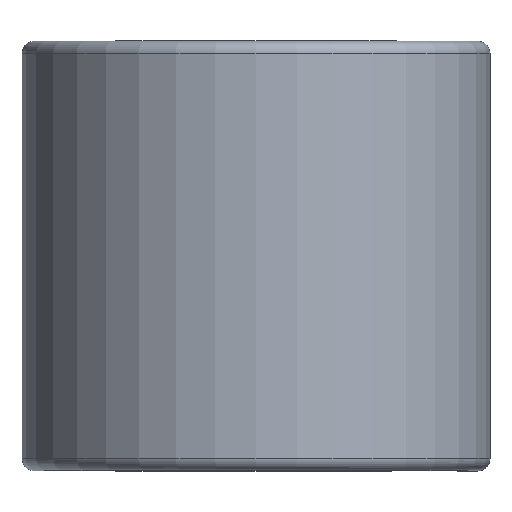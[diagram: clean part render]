
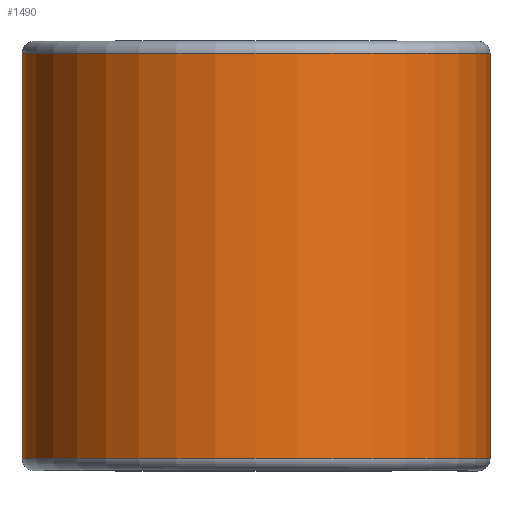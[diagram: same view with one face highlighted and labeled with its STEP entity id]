
A CAD part, top view. The second image highlights one B-rep face of the part: STEP entity #1490.
In plain terms, the highlighted cylindrical face has radius 14.707 mm (diameter 29.413 mm), a partial arc.
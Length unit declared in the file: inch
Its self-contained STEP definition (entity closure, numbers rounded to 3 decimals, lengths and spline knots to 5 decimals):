
#7 = AXIS2_PLACEMENT_3D ( 'NONE', #921, #2041, #2047 ) ;
#13 = CARTESIAN_POINT ( 'NONE',  ( 0., 0.50125, 0. ) ) ;
#49 = DIRECTION ( 'NONE',  ( 0., -1., 0. ) ) ;
#65 = DIRECTION ( 'NONE',  ( 0., 0., -1. ) ) ;
#84 = LINE ( 'NONE', #1433, #1165 ) ;
#85 = DIRECTION ( 'NONE',  ( 0., 0., -1. ) ) ;
#129 = ORIENTED_EDGE ( 'NONE', *, *, #2225, .T. ) ;
#250 = ORIENTED_EDGE ( 'NONE', *, *, #1033, .F. ) ;
#305 = CIRCLE ( 'NONE', #1087, 0.579 ) ;
#324 = DIRECTION ( 'NONE',  ( 0., -1., 0. ) ) ;
#406 = EDGE_CURVE ( 'NONE', #898, #2283, #480, .T. ) ;
#480 = CIRCLE ( 'NONE', #1978, 0.579 ) ;
#492 = VECTOR ( 'NONE', #2416, 39.37008 ) ;
#712 = ORIENTED_EDGE ( 'NONE', *, *, #406, .T. ) ;
#724 = CYLINDRICAL_SURFACE ( 'NONE', #7, 0.579 ) ;
#746 = CARTESIAN_POINT ( 'NONE',  ( 0., -0.50125, 0. ) ) ;
#757 = CARTESIAN_POINT ( 'NONE',  ( 0., -0.50125, -0.579 ) ) ;
#898 = VERTEX_POINT ( 'NONE', #1282 ) ;
#921 = CARTESIAN_POINT ( 'NONE',  ( 0., 0.5, 0. ) ) ;
#1033 = EDGE_CURVE ( 'NONE', #1441, #2284, #305, .T. ) ;
#1036 = EDGE_LOOP ( 'NONE', ( #129, #712, #1112, #250 ) ) ;
#1087 = AXIS2_PLACEMENT_3D ( 'NONE', #746, #324, #85 ) ;
#1112 = ORIENTED_EDGE ( 'NONE', *, *, #1749, .F. ) ;
#1165 = VECTOR ( 'NONE', #1620, 39.37008 ) ;
#1282 = CARTESIAN_POINT ( 'NONE',  ( 0.579, 0.50125, 0. ) ) ;
#1328 = CARTESIAN_POINT ( 'NONE',  ( 0.579, -0.50125, 0. ) ) ;
#1433 = CARTESIAN_POINT ( 'NONE',  ( 0., 0.50125, -0.579 ) ) ;
#1441 = VERTEX_POINT ( 'NONE', #1328 ) ;
#1490 = ADVANCED_FACE ( 'NONE', ( #2449 ), #724, .T. ) ;
#1591 = LINE ( 'NONE', #1596, #492 ) ;
#1596 = CARTESIAN_POINT ( 'NONE',  ( 0.579, 0.50125, 0. ) ) ;
#1620 = DIRECTION ( 'NONE',  ( 0., 1., 0. ) ) ;
#1749 = EDGE_CURVE ( 'NONE', #2284, #2283, #84, .T. ) ;
#1936 = CARTESIAN_POINT ( 'NONE',  ( 0., 0.50125, -0.579 ) ) ;
#1978 = AXIS2_PLACEMENT_3D ( 'NONE', #13, #49, #65 ) ;
#2041 = DIRECTION ( 'NONE',  ( 0., -1., 0. ) ) ;
#2047 = DIRECTION ( 'NONE',  ( 0., 0., -1. ) ) ;
#2225 = EDGE_CURVE ( 'NONE', #1441, #898, #1591, .T. ) ;
#2283 = VERTEX_POINT ( 'NONE', #1936 ) ;
#2284 = VERTEX_POINT ( 'NONE', #757 ) ;
#2416 = DIRECTION ( 'NONE',  ( 0., 1., 0. ) ) ;
#2449 = FACE_OUTER_BOUND ( 'NONE', #1036, .T. ) ;
